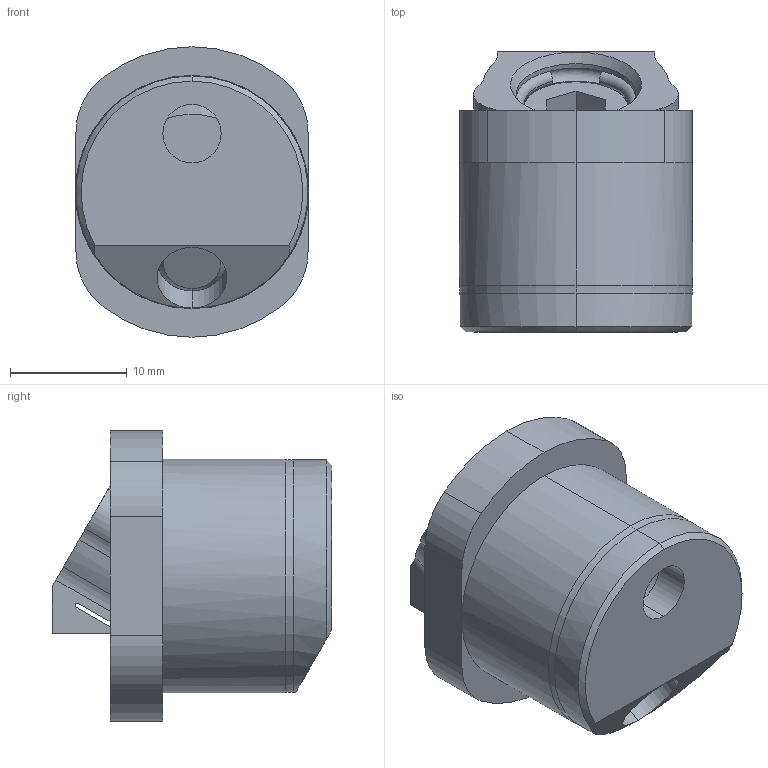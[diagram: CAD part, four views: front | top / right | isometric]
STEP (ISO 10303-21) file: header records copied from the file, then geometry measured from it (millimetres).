
FILE_DESCRIPTION (( 'STEP AP203' ), '1' );
FILE_NAME ('MiteeBite-28314.step', '2014-03-20T02:37:47', ( 'Windows User' ), ( '' ), 'SwSTEP 2.0', 'SolidWorks 2014', '' );
FILE_SCHEMA (( 'CONFIG_CONTROL_DESIGN' ));
Length unit declared in the file: millimetre
Products named in the file (5): MiteeBite-28314_MiteeBite-28314_001481; MiteeBite-28314_MiteeBite-28314_Screw, 06mm; MiteeBite-28314_MiteeBite-28314_Ring, 20mm; MiteeBite-28314; MiteeBite-28314_MiteeBite-28314_001480E_Body_from_Cutsforth-28314 & 28318_20MM
Assembly tree (4 placements, depth 2):
  MiteeBite-28314
    MiteeBite-28314_MiteeBite-28314_001480E_Body_from_Cutsforth-28314 & 28318_20MM
    MiteeBite-28314_MiteeBite-28314_001481
    MiteeBite-28314_MiteeBite-28314_Screw, 06mm
    MiteeBite-28314_MiteeBite-28314_Ring, 20mm
Bounding box: 19.99 x 24 x 24.9 mm (x, y, z)
Volume: 5595.9 mm3; surface area: 4928.7 mm2
Topology: 4 solids, 4 shells, 136 faces, 346 edges, 219 vertices
Faces by surface type: cylinder 61, plane 45, cone 21, torus 9
Entity records: 4683 total; most frequent: CARTESIAN_POINT 867, DIRECTION 738, ORIENTED_EDGE 684, EDGE_CURVE 342, AXIS2_PLACEMENT_3D 291, VERTEX_POINT 216, VECTOR 156, LINE 156
